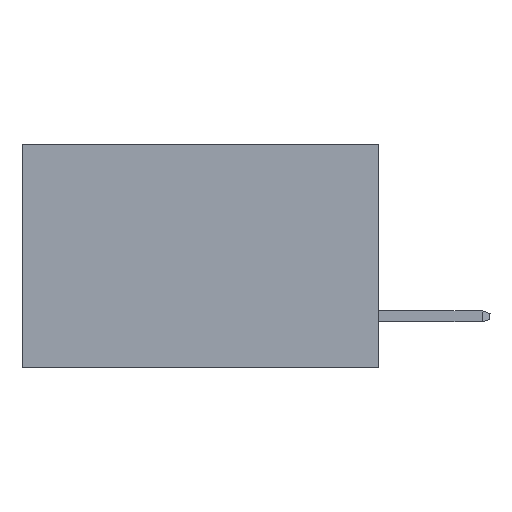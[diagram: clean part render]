
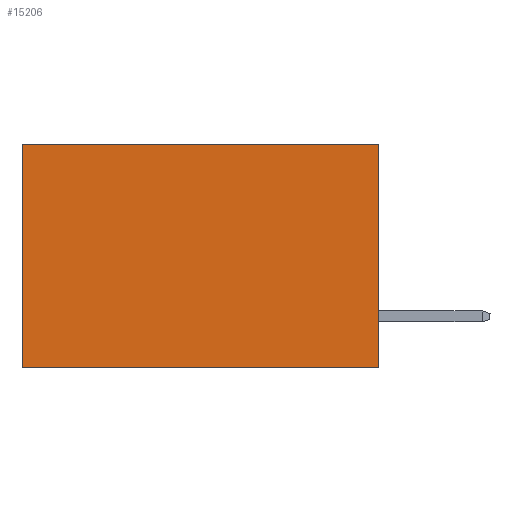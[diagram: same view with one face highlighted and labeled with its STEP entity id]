
A CAD part, left-side view. The second image highlights one B-rep face of the part: STEP entity #15206.
In plain terms, the highlighted planar face has unit normal (-1, 0, 0).
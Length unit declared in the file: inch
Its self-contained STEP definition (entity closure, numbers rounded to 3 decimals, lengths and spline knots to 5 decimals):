
#278 = CARTESIAN_POINT ( 'NONE',  ( 0.277, 0., -0.37 ) ) ;
#774 = DIRECTION ( 'NONE',  ( 0., 0., -1. ) ) ;
#1081 = CARTESIAN_POINT ( 'NONE',  ( 0.277, 0.59, -0.37 ) ) ;
#4438 = CARTESIAN_POINT ( 'NONE',  ( 0.277, 0., -0.37 ) ) ;
#4852 = CARTESIAN_POINT ( 'NONE',  ( 0.277, 0., -0.37 ) ) ;
#5334 = EDGE_CURVE ( 'NONE', #15587, #6706, #24526, .T. ) ;
#6706 = VERTEX_POINT ( 'NONE', #6941 ) ;
#6941 = CARTESIAN_POINT ( 'NONE',  ( 0.277, 0.59, -0.37 ) ) ;
#7759 = ORIENTED_EDGE ( 'NONE', *, *, #13811, .F. ) ;
#8124 = VECTOR ( 'NONE', #13147, 39.37008 ) ;
#8576 = DIRECTION ( 'NONE',  ( 1., 0., 0. ) ) ;
#8671 = EDGE_LOOP ( 'NONE', ( #8982, #7759, #17211, #14685 ) ) ;
#8700 = DIRECTION ( 'NONE',  ( 0., 1., 0. ) ) ;
#8982 = ORIENTED_EDGE ( 'NONE', *, *, #5334, .T. ) ;
#9023 = VECTOR ( 'NONE', #8700, 39.37008 ) ;
#9690 = LINE ( 'NONE', #278, #9023 ) ;
#10697 = VERTEX_POINT ( 'NONE', #4852 ) ;
#11068 = CARTESIAN_POINT ( 'NONE',  ( 0.277, 0., 0. ) ) ;
#12294 = FACE_OUTER_BOUND ( 'NONE', #8671, .T. ) ;
#12696 = VERTEX_POINT ( 'NONE', #19376 ) ;
#13015 = DIRECTION ( 'NONE',  ( 0., 0., -1. ) ) ;
#13147 = DIRECTION ( 'NONE',  ( 0., 1., 0. ) ) ;
#13811 = EDGE_CURVE ( 'NONE', #10697, #6706, #9690, .T. ) ;
#14685 = ORIENTED_EDGE ( 'NONE', *, *, #23960, .T. ) ;
#15206 = ADVANCED_FACE ( 'NONE', ( #12294 ), #16899, .F. ) ;
#15587 = VERTEX_POINT ( 'NONE', #20069 ) ;
#16277 = LINE ( 'NONE', #4438, #26351 ) ;
#16899 = PLANE ( 'NONE',  #22979 ) ;
#17211 = ORIENTED_EDGE ( 'NONE', *, *, #25142, .F. ) ;
#19376 = CARTESIAN_POINT ( 'NONE',  ( 0.277, 0., 0. ) ) ;
#19807 = VECTOR ( 'NONE', #774, 39.37008 ) ;
#20069 = CARTESIAN_POINT ( 'NONE',  ( 0.277, 0.59, 0. ) ) ;
#20997 = CARTESIAN_POINT ( 'NONE',  ( 0.277, 0., -0.37 ) ) ;
#22979 = AXIS2_PLACEMENT_3D ( 'NONE', #20997, #8576, #22999 ) ;
#22999 = DIRECTION ( 'NONE',  ( 0., 0., -1. ) ) ;
#23960 = EDGE_CURVE ( 'NONE', #12696, #15587, #24553, .T. ) ;
#24526 = LINE ( 'NONE', #1081, #19807 ) ;
#24553 = LINE ( 'NONE', #11068, #8124 ) ;
#25142 = EDGE_CURVE ( 'NONE', #12696, #10697, #16277, .T. ) ;
#26351 = VECTOR ( 'NONE', #13015, 39.37008 ) ;
